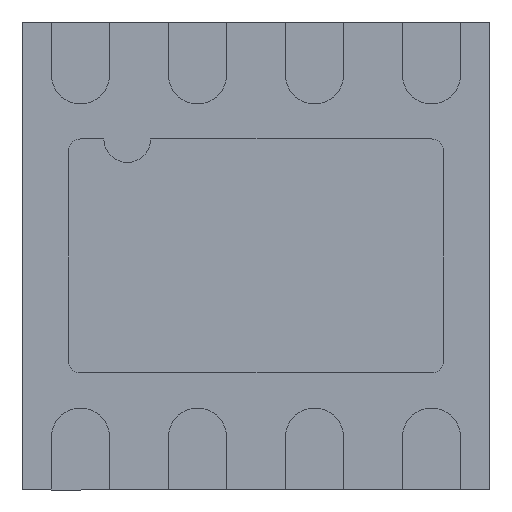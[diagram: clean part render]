
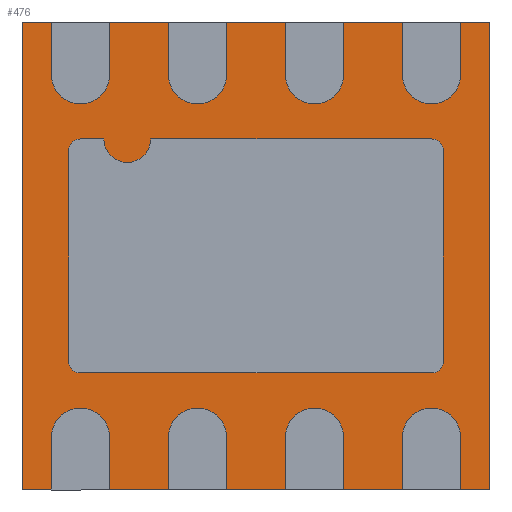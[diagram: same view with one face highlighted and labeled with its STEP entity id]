
A CAD part, front view. The second image highlights one B-rep face of the part: STEP entity #476.
In plain terms, the highlighted planar face has unit normal (0, -1, 0).
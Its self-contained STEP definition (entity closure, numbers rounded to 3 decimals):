
#48 = PLANE ( 'NONE',  #100 ) ;
#100 = AXIS2_PLACEMENT_3D ( 'NONE', #558, #1042, #2034 ) ;
#110 = VECTOR ( 'NONE', #623, 1000. ) ;
#177 = ORIENTED_EDGE ( 'NONE', *, *, #582, .F. ) ;
#364 = CARTESIAN_POINT ( 'NONE',  ( -1., 0.02, 1. ) ) ;
#406 = FACE_OUTER_BOUND ( 'NONE', #1620, .T. ) ;
#407 = VERTEX_POINT ( 'NONE', #546 ) ;
#433 = VERTEX_POINT ( 'NONE', #1759 ) ;
#476 = ADVANCED_FACE ( 'NONE', ( #406 ), #48, .F. ) ;
#505 = EDGE_CURVE ( 'NONE', #1964, #1384, #2059, .T. ) ;
#546 = CARTESIAN_POINT ( 'NONE',  ( -1., 0.02, -1. ) ) ;
#558 = CARTESIAN_POINT ( 'NONE',  ( 0., 0.02, 0. ) ) ;
#582 = EDGE_CURVE ( 'NONE', #1384, #433, #1952, .T. ) ;
#586 = ORIENTED_EDGE ( 'NONE', *, *, #2138, .F. ) ;
#623 = DIRECTION ( 'NONE',  ( -1., 0., 0. ) ) ;
#639 = VECTOR ( 'NONE', #1457, 1000. ) ;
#713 = DIRECTION ( 'NONE',  ( 1., 0., 0. ) ) ;
#743 = VECTOR ( 'NONE', #713, 1000. ) ;
#955 = VECTOR ( 'NONE', #1341, 1000. ) ;
#987 = CARTESIAN_POINT ( 'NONE',  ( 1., 0.02, 1. ) ) ;
#1042 = DIRECTION ( 'NONE',  ( 0., 1., 0. ) ) ;
#1341 = DIRECTION ( 'NONE',  ( 0., 0., 1. ) ) ;
#1382 = ORIENTED_EDGE ( 'NONE', *, *, #505, .F. ) ;
#1384 = VERTEX_POINT ( 'NONE', #1812 ) ;
#1457 = DIRECTION ( 'NONE',  ( 0., 0., -1. ) ) ;
#1497 = LINE ( 'NONE', #1761, #110 ) ;
#1508 = CARTESIAN_POINT ( 'NONE',  ( -1., 0.02, 1. ) ) ;
#1580 = EDGE_CURVE ( 'NONE', #433, #407, #1497, .T. ) ;
#1620 = EDGE_LOOP ( 'NONE', ( #586, #1773, #177, #1382 ) ) ;
#1759 = CARTESIAN_POINT ( 'NONE',  ( 1., 0.02, -1. ) ) ;
#1761 = CARTESIAN_POINT ( 'NONE',  ( 1., 0.02, -1. ) ) ;
#1773 = ORIENTED_EDGE ( 'NONE', *, *, #1580, .F. ) ;
#1812 = CARTESIAN_POINT ( 'NONE',  ( 1., 0.02, 1. ) ) ;
#1836 = LINE ( 'NONE', #1508, #955 ) ;
#1952 = LINE ( 'NONE', #987, #639 ) ;
#1964 = VERTEX_POINT ( 'NONE', #364 ) ;
#1969 = CARTESIAN_POINT ( 'NONE',  ( 1., 0.02, 1. ) ) ;
#2034 = DIRECTION ( 'NONE',  ( 0., 0., 1. ) ) ;
#2059 = LINE ( 'NONE', #1969, #743 ) ;
#2138 = EDGE_CURVE ( 'NONE', #407, #1964, #1836, .T. ) ;
